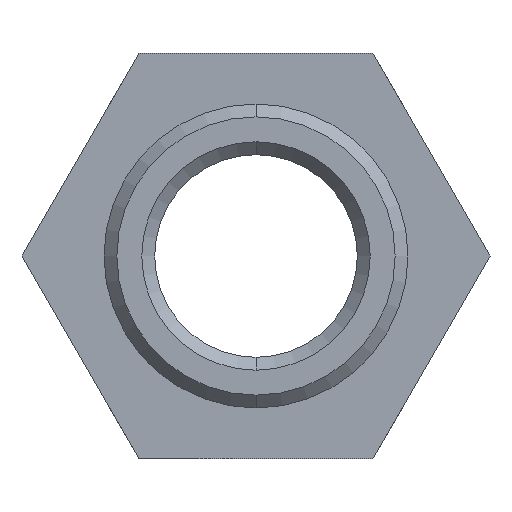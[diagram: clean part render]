
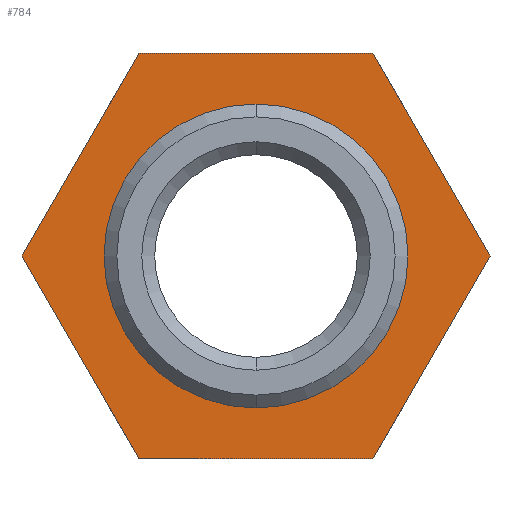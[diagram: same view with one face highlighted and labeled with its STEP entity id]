
A CAD part, front view. The second image highlights one B-rep face of the part: STEP entity #784.
In plain terms, the highlighted planar face has unit normal (0, -1, 0).
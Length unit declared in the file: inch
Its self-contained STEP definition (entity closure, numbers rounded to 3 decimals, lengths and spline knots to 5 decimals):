
#6 = EDGE_LOOP ( 'NONE', ( #257, #341 ) ) ;
#15 = VERTEX_POINT ( 'NONE', #544 ) ;
#30 = CARTESIAN_POINT ( 'NONE',  ( 0., 0.0195, 0.10811 ) ) ;
#58 = DIRECTION ( 'NONE',  ( -0.5, 0., -0.866 ) ) ;
#68 = EDGE_CURVE ( 'NONE', #940, #919, #978, .T. ) ;
#79 = ORIENTED_EDGE ( 'NONE', *, *, #276, .T. ) ;
#102 = CARTESIAN_POINT ( 'NONE',  ( -0.09092, 0.0195, -0.15748 ) ) ;
#121 = DIRECTION ( 'NONE',  ( 0., -1., 0. ) ) ;
#162 = LINE ( 'NONE', #495, #773 ) ;
#166 = CARTESIAN_POINT ( 'NONE',  ( -0.09092, 0.0195, 0.15748 ) ) ;
#170 = PLANE ( 'NONE',  #839 ) ;
#182 = CARTESIAN_POINT ( 'NONE',  ( 0.09092, 0.0195, 0.15748 ) ) ;
#190 = EDGE_CURVE ( 'NONE', #15, #811, #857, .T. ) ;
#197 = LINE ( 'NONE', #182, #333 ) ;
#208 = FACE_OUTER_BOUND ( 'NONE', #799, .T. ) ;
#216 = ORIENTED_EDGE ( 'NONE', *, *, #338, .T. ) ;
#257 = ORIENTED_EDGE ( 'NONE', *, *, #710, .T. ) ;
#260 = DIRECTION ( 'NONE',  ( 1., 0., 0. ) ) ;
#270 = ORIENTED_EDGE ( 'NONE', *, *, #540, .T. ) ;
#276 = EDGE_CURVE ( 'NONE', #811, #940, #197, .T. ) ;
#299 = VECTOR ( 'NONE', #656, 39.37008 ) ;
#317 = CARTESIAN_POINT ( 'NONE',  ( 0., 0.0195, -0.10811 ) ) ;
#318 = AXIS2_PLACEMENT_3D ( 'NONE', #480, #740, #680 ) ;
#333 = VECTOR ( 'NONE', #848, 39.37008 ) ;
#337 = LINE ( 'NONE', #102, #895 ) ;
#338 = EDGE_CURVE ( 'NONE', #844, #569, #337, .T. ) ;
#341 = ORIENTED_EDGE ( 'NONE', *, *, #920, .T. ) ;
#363 = LINE ( 'NONE', #592, #580 ) ;
#376 = CARTESIAN_POINT ( 'NONE',  ( 0., 0.0195, 0. ) ) ;
#384 = DIRECTION ( 'NONE',  ( 0.5, 0., -0.866 ) ) ;
#399 = ORIENTED_EDGE ( 'NONE', *, *, #190, .T. ) ;
#432 = VERTEX_POINT ( 'NONE', #30 ) ;
#439 = ORIENTED_EDGE ( 'NONE', *, *, #623, .T. ) ;
#477 = CIRCLE ( 'NONE', #318, 0.10811 ) ;
#480 = CARTESIAN_POINT ( 'NONE',  ( 0., 0.0195, 0. ) ) ;
#495 = CARTESIAN_POINT ( 'NONE',  ( 0.09092, 0.0195, -0.15748 ) ) ;
#506 = CARTESIAN_POINT ( 'NONE',  ( 0.09092, 0.0195, 0.15748 ) ) ;
#531 = CARTESIAN_POINT ( 'NONE',  ( 0.18184, 0.0195, 0. ) ) ;
#540 = EDGE_CURVE ( 'NONE', #919, #844, #363, .T. ) ;
#544 = CARTESIAN_POINT ( 'NONE',  ( 0.09092, 0.0195, -0.15748 ) ) ;
#569 = VERTEX_POINT ( 'NONE', #944 ) ;
#579 = DIRECTION ( 'NONE',  ( 0., 0., 1. ) ) ;
#580 = VECTOR ( 'NONE', #58, 39.37008 ) ;
#582 = DIRECTION ( 'NONE',  ( 0., 1., 0. ) ) ;
#592 = CARTESIAN_POINT ( 'NONE',  ( -0.18184, 0.0195, 0. ) ) ;
#599 = CARTESIAN_POINT ( 'NONE',  ( 0., 0.0195, 0. ) ) ;
#623 = EDGE_CURVE ( 'NONE', #569, #15, #162, .T. ) ;
#656 = DIRECTION ( 'NONE',  ( -1., 0., 0. ) ) ;
#659 = CARTESIAN_POINT ( 'NONE',  ( -0.18184, 0.0195, 0. ) ) ;
#680 = DIRECTION ( 'NONE',  ( 0., 0., 1. ) ) ;
#699 = DIRECTION ( 'NONE',  ( 0.5, 0., 0.866 ) ) ;
#710 = EDGE_CURVE ( 'NONE', #432, #800, #477, .T. ) ;
#740 = DIRECTION ( 'NONE',  ( 0., 1., 0. ) ) ;
#773 = VECTOR ( 'NONE', #260, 39.37008 ) ;
#784 = ADVANCED_FACE ( 'NONE', ( #208, #941 ), #170, .T. ) ;
#799 = EDGE_LOOP ( 'NONE', ( #216, #439, #399, #79, #882, #270 ) ) ;
#800 = VERTEX_POINT ( 'NONE', #317 ) ;
#811 = VERTEX_POINT ( 'NONE', #954 ) ;
#839 = AXIS2_PLACEMENT_3D ( 'NONE', #376, #121, #927 ) ;
#840 = CIRCLE ( 'NONE', #972, 0.10811 ) ;
#844 = VERTEX_POINT ( 'NONE', #659 ) ;
#848 = DIRECTION ( 'NONE',  ( -0.5, 0., 0.866 ) ) ;
#857 = LINE ( 'NONE', #531, #885 ) ;
#880 = CARTESIAN_POINT ( 'NONE',  ( -0.09092, 0.0195, 0.15748 ) ) ;
#882 = ORIENTED_EDGE ( 'NONE', *, *, #68, .T. ) ;
#885 = VECTOR ( 'NONE', #699, 39.37008 ) ;
#895 = VECTOR ( 'NONE', #384, 39.37008 ) ;
#919 = VERTEX_POINT ( 'NONE', #166 ) ;
#920 = EDGE_CURVE ( 'NONE', #800, #432, #840, .T. ) ;
#927 = DIRECTION ( 'NONE',  ( 0., 0., -1. ) ) ;
#940 = VERTEX_POINT ( 'NONE', #506 ) ;
#941 = FACE_BOUND ( 'NONE', #6, .T. ) ;
#944 = CARTESIAN_POINT ( 'NONE',  ( -0.09092, 0.0195, -0.15748 ) ) ;
#954 = CARTESIAN_POINT ( 'NONE',  ( 0.18184, 0.0195, 0. ) ) ;
#972 = AXIS2_PLACEMENT_3D ( 'NONE', #599, #582, #579 ) ;
#978 = LINE ( 'NONE', #880, #299 ) ;
